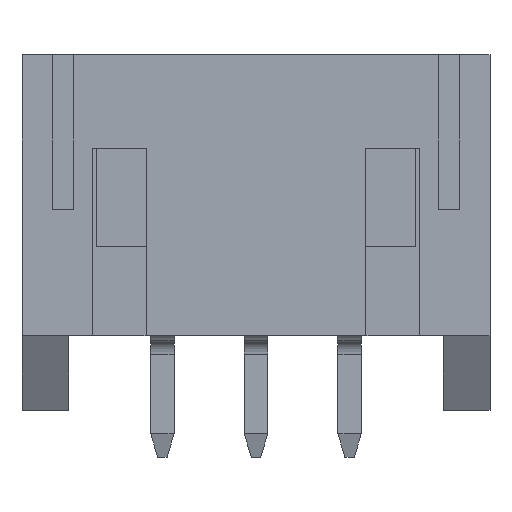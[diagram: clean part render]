
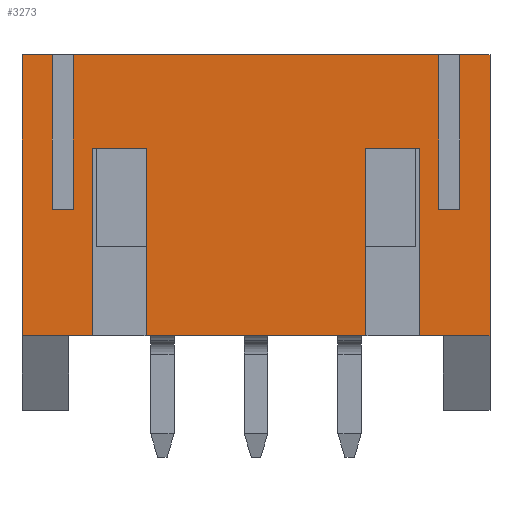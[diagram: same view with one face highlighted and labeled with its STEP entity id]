
A CAD part, front view. The second image highlights one B-rep face of the part: STEP entity #3273.
In plain terms, the highlighted planar face has unit normal (0, -1, 0).
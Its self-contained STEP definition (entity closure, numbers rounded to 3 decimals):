
#172=ORIENTED_EDGE('',*,*,#1134,.T.);
#173=ORIENTED_EDGE('',*,*,#1076,.F.);
#174=ORIENTED_EDGE('',*,*,#1135,.T.);
#175=ORIENTED_EDGE('',*,*,#1136,.T.);
#176=ORIENTED_EDGE('',*,*,#1137,.T.);
#177=ORIENTED_EDGE('',*,*,#1072,.F.);
#178=ORIENTED_EDGE('',*,*,#1138,.T.);
#179=ORIENTED_EDGE('',*,*,#1139,.T.);
#180=ORIENTED_EDGE('',*,*,#1140,.F.);
#181=ORIENTED_EDGE('',*,*,#1141,.T.);
#182=ORIENTED_EDGE('',*,*,#1142,.T.);
#183=ORIENTED_EDGE('',*,*,#1143,.T.);
#184=ORIENTED_EDGE('',*,*,#1144,.F.);
#185=ORIENTED_EDGE('',*,*,#1145,.T.);
#186=ORIENTED_EDGE('',*,*,#1146,.T.);
#187=ORIENTED_EDGE('',*,*,#1147,.T.);
#188=ORIENTED_EDGE('',*,*,#1148,.F.);
#189=ORIENTED_EDGE('',*,*,#1080,.F.);
#190=ORIENTED_EDGE('',*,*,#1149,.T.);
#191=ORIENTED_EDGE('',*,*,#1150,.T.);
#1072=EDGE_CURVE('',#1556,#1557,#1872,.T.);
#1076=EDGE_CURVE('',#1560,#1561,#1876,.T.);
#1080=EDGE_CURVE('',#1564,#1565,#1880,.T.);
#1134=EDGE_CURVE('',#1612,#1561,#1934,.T.);
#1135=EDGE_CURVE('',#1560,#1613,#1935,.T.);
#1136=EDGE_CURVE('',#1613,#1614,#1936,.T.);
#1137=EDGE_CURVE('',#1614,#1557,#1937,.T.);
#1138=EDGE_CURVE('',#1556,#1615,#1938,.T.);
#1139=EDGE_CURVE('',#1615,#1616,#1939,.T.);
#1140=EDGE_CURVE('',#1617,#1616,#1940,.T.);
#1141=EDGE_CURVE('',#1617,#1618,#1941,.T.);
#1142=EDGE_CURVE('',#1618,#1619,#1942,.T.);
#1143=EDGE_CURVE('',#1619,#1620,#1943,.T.);
#1144=EDGE_CURVE('',#1621,#1620,#1944,.T.);
#1145=EDGE_CURVE('',#1621,#1622,#1945,.T.);
#1146=EDGE_CURVE('',#1622,#1623,#1946,.T.);
#1147=EDGE_CURVE('',#1623,#1624,#1947,.T.);
#1148=EDGE_CURVE('',#1565,#1624,#1948,.T.);
#1149=EDGE_CURVE('',#1564,#1625,#1949,.T.);
#1150=EDGE_CURVE('',#1625,#1612,#1950,.T.);
#1556=VERTEX_POINT('',#4568);
#1557=VERTEX_POINT('',#4570);
#1560=VERTEX_POINT('',#4576);
#1561=VERTEX_POINT('',#4578);
#1564=VERTEX_POINT('',#4584);
#1565=VERTEX_POINT('',#4586);
#1612=VERTEX_POINT('',#4692);
#1613=VERTEX_POINT('',#4694);
#1614=VERTEX_POINT('',#4696);
#1615=VERTEX_POINT('',#4699);
#1616=VERTEX_POINT('',#4701);
#1617=VERTEX_POINT('',#4703);
#1618=VERTEX_POINT('',#4705);
#1619=VERTEX_POINT('',#4707);
#1620=VERTEX_POINT('',#4709);
#1621=VERTEX_POINT('',#4711);
#1622=VERTEX_POINT('',#4713);
#1623=VERTEX_POINT('',#4715);
#1624=VERTEX_POINT('',#4717);
#1625=VERTEX_POINT('',#4720);
#1872=LINE('',#4569,#2328);
#1876=LINE('',#4577,#2332);
#1880=LINE('',#4585,#2336);
#1934=LINE('',#4691,#2390);
#1935=LINE('',#4693,#2391);
#1936=LINE('',#4695,#2392);
#1937=LINE('',#4697,#2393);
#1938=LINE('',#4698,#2394);
#1939=LINE('',#4700,#2395);
#1940=LINE('',#4702,#2396);
#1941=LINE('',#4704,#2397);
#1942=LINE('',#4706,#2398);
#1943=LINE('',#4708,#2399);
#1944=LINE('',#4710,#2400);
#1945=LINE('',#4712,#2401);
#1946=LINE('',#4714,#2402);
#1947=LINE('',#4716,#2403);
#1948=LINE('',#4718,#2404);
#1949=LINE('',#4719,#2405);
#1950=LINE('',#4721,#2406);
#2328=VECTOR('',#3694,1000.);
#2332=VECTOR('',#3698,1000.);
#2336=VECTOR('',#3702,1000.);
#2390=VECTOR('',#3766,1000.);
#2391=VECTOR('',#3767,1000.);
#2392=VECTOR('',#3768,1000.);
#2393=VECTOR('',#3769,1000.);
#2394=VECTOR('',#3770,1000.);
#2395=VECTOR('',#3771,1000.);
#2396=VECTOR('',#3772,1000.);
#2397=VECTOR('',#3773,1000.);
#2398=VECTOR('',#3774,1000.);
#2399=VECTOR('',#3775,1000.);
#2400=VECTOR('',#3776,1000.);
#2401=VECTOR('',#3777,1000.);
#2402=VECTOR('',#3778,1000.);
#2403=VECTOR('',#3779,1000.);
#2404=VECTOR('',#3780,1000.);
#2405=VECTOR('',#3781,1000.);
#2406=VECTOR('',#3782,1000.);
#2779=EDGE_LOOP('',(#172,#173,#174,#175,#176,#177,#178,#179,#180,#181,#182,
#183,#184,#185,#186,#187,#188,#189,#190,#191));
#2951=FACE_BOUND('',#2779,.T.);
#3119=PLANE('',#3479);
#3273=ADVANCED_FACE('',(#2951),#3119,.T.);
#3479=AXIS2_PLACEMENT_3D('',#4690,#3764,#3765);
#3694=DIRECTION('',(-1.,0.,0.));
#3698=DIRECTION('',(-1.,0.,0.));
#3702=DIRECTION('',(-1.,0.,0.));
#3764=DIRECTION('',(0.,-1.,0.));
#3765=DIRECTION('',(0.,0.,-1.));
#3766=DIRECTION('',(0.,0.,-1.));
#3767=DIRECTION('',(0.,0.,1.));
#3768=DIRECTION('',(1.,0.,0.));
#3769=DIRECTION('',(0.,0.,-1.));
#3770=DIRECTION('',(0.,0.,1.));
#3771=DIRECTION('',(-1.,0.,0.));
#3772=DIRECTION('',(0.,0.,1.));
#3773=DIRECTION('',(-1.,0.,0.));
#3774=DIRECTION('',(0.,0.,1.));
#3775=DIRECTION('',(-1.,0.,0.));
#3776=DIRECTION('',(0.,0.,1.));
#3777=DIRECTION('',(-1.,0.,0.));
#3778=DIRECTION('',(0.,0.,1.));
#3779=DIRECTION('',(-1.,0.,0.));
#3780=DIRECTION('',(0.,0.,1.));
#3781=DIRECTION('',(0.,0.,1.));
#3782=DIRECTION('',(1.,0.,0.));
#4568=CARTESIAN_POINT('',(5.,-2.75,-3.));
#4569=CARTESIAN_POINT('',(5.,-2.75,-3.));
#4570=CARTESIAN_POINT('',(3.5,-2.75,-3.));
#4576=CARTESIAN_POINT('',(2.35,-2.75,-3.));
#4577=CARTESIAN_POINT('',(5.,-2.75,-3.));
#4578=CARTESIAN_POINT('',(-2.35,-2.75,-3.));
#4584=CARTESIAN_POINT('',(-3.5,-2.75,-3.));
#4585=CARTESIAN_POINT('',(5.,-2.75,-3.));
#4586=CARTESIAN_POINT('',(-5.,-2.75,-3.));
#4690=CARTESIAN_POINT('',(5.,-2.75,-3.));
#4691=CARTESIAN_POINT('',(-2.35,-2.75,1.));
#4692=CARTESIAN_POINT('',(-2.35,-2.75,1.));
#4693=CARTESIAN_POINT('',(2.35,-2.75,-3.));
#4694=CARTESIAN_POINT('',(2.35,-2.75,1.));
#4695=CARTESIAN_POINT('',(2.35,-2.75,1.));
#4696=CARTESIAN_POINT('',(3.5,-2.75,1.));
#4697=CARTESIAN_POINT('',(3.5,-2.75,1.));
#4698=CARTESIAN_POINT('',(5.,-2.75,-3.));
#4699=CARTESIAN_POINT('',(5.,-2.75,3.));
#4700=CARTESIAN_POINT('',(5.,-2.75,3.));
#4701=CARTESIAN_POINT('',(4.35,-2.75,3.));
#4702=CARTESIAN_POINT('',(4.35,-2.75,-0.3));
#4703=CARTESIAN_POINT('',(4.35,-2.75,-0.3));
#4704=CARTESIAN_POINT('',(4.35,-2.75,-0.3));
#4705=CARTESIAN_POINT('',(3.9,-2.75,-0.3));
#4706=CARTESIAN_POINT('',(3.9,-2.75,-0.3));
#4707=CARTESIAN_POINT('',(3.9,-2.75,3.));
#4708=CARTESIAN_POINT('',(5.,-2.75,3.));
#4709=CARTESIAN_POINT('',(-3.9,-2.75,3.));
#4710=CARTESIAN_POINT('',(-3.9,-2.75,-0.3));
#4711=CARTESIAN_POINT('',(-3.9,-2.75,-0.3));
#4712=CARTESIAN_POINT('',(-3.9,-2.75,-0.3));
#4713=CARTESIAN_POINT('',(-4.35,-2.75,-0.3));
#4714=CARTESIAN_POINT('',(-4.35,-2.75,-0.3));
#4715=CARTESIAN_POINT('',(-4.35,-2.75,3.));
#4716=CARTESIAN_POINT('',(5.,-2.75,3.));
#4717=CARTESIAN_POINT('',(-5.,-2.75,3.));
#4718=CARTESIAN_POINT('',(-5.,-2.75,-3.));
#4719=CARTESIAN_POINT('',(-3.5,-2.75,-3.));
#4720=CARTESIAN_POINT('',(-3.5,-2.75,1.));
#4721=CARTESIAN_POINT('',(-3.5,-2.75,1.));
